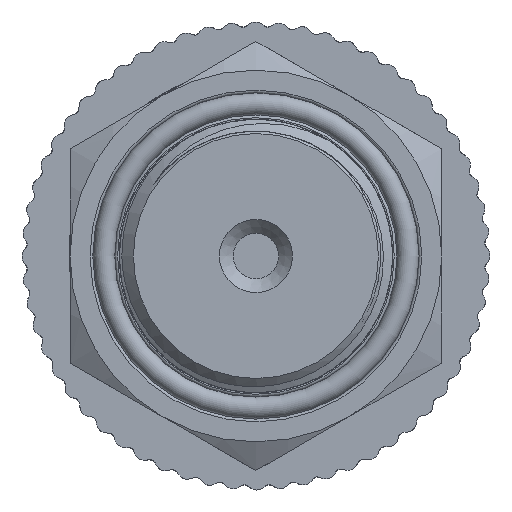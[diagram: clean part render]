
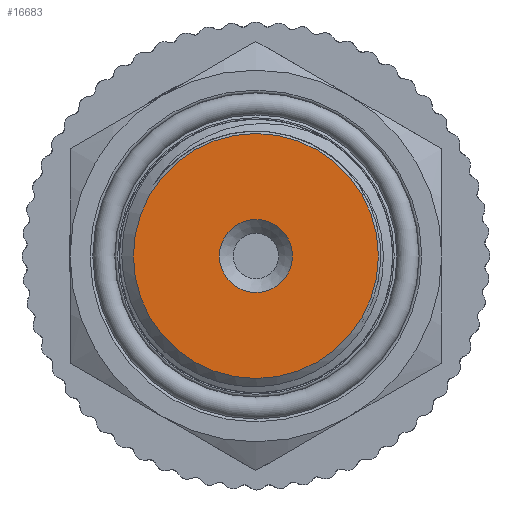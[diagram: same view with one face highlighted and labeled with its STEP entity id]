
A CAD part, left-side view. The second image highlights one B-rep face of the part: STEP entity #16683.
In plain terms, the highlighted face is planar.
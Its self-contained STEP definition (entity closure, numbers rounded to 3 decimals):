
#232=FACE_BOUND('',#2861,.T.);
#940=PLANE('',#17513);
#1890=FACE_OUTER_BOUND('',#2860,.T.);
#2860=EDGE_LOOP('',(#15527));
#2861=EDGE_LOOP('',(#15528));
#3160=CIRCLE('',#17486,8.9);
#3172=CIRCLE('',#17514,2.65);
#7962=VERTEX_POINT('',#49729);
#7983=VERTEX_POINT('',#52126);
#10469=EDGE_CURVE('',#7962,#7962,#3160,.T.);
#10513=EDGE_CURVE('',#7983,#7983,#3172,.T.);
#15527=ORIENTED_EDGE('',*,*,#10469,.T.);
#15528=ORIENTED_EDGE('',*,*,#10513,.F.);
#16683=ADVANCED_FACE('',(#1890,#232),#940,.T.);
#17486=AXIS2_PLACEMENT_3D('',#49731,#19920,#19921);
#17513=AXIS2_PLACEMENT_3D('',#52125,#19979,#19980);
#17514=AXIS2_PLACEMENT_3D('',#52127,#19981,#19982);
#19920=DIRECTION('center_axis',(1.,0.,0.));
#19921=DIRECTION('ref_axis',(0.,1.,0.));
#19979=DIRECTION('center_axis',(1.,0.,0.));
#19980=DIRECTION('ref_axis',(0.,0.,-1.));
#19981=DIRECTION('center_axis',(1.,0.,0.));
#19982=DIRECTION('ref_axis',(0.,0.,-1.));
#49729=CARTESIAN_POINT('',(0.,-8.9,0.));
#49731=CARTESIAN_POINT('Origin',(0.,0.,0.));
#52125=CARTESIAN_POINT('Origin',(0.,2.65,0.));
#52126=CARTESIAN_POINT('',(0.,-2.65,0.));
#52127=CARTESIAN_POINT('Origin',(0.,0.,
0.));
